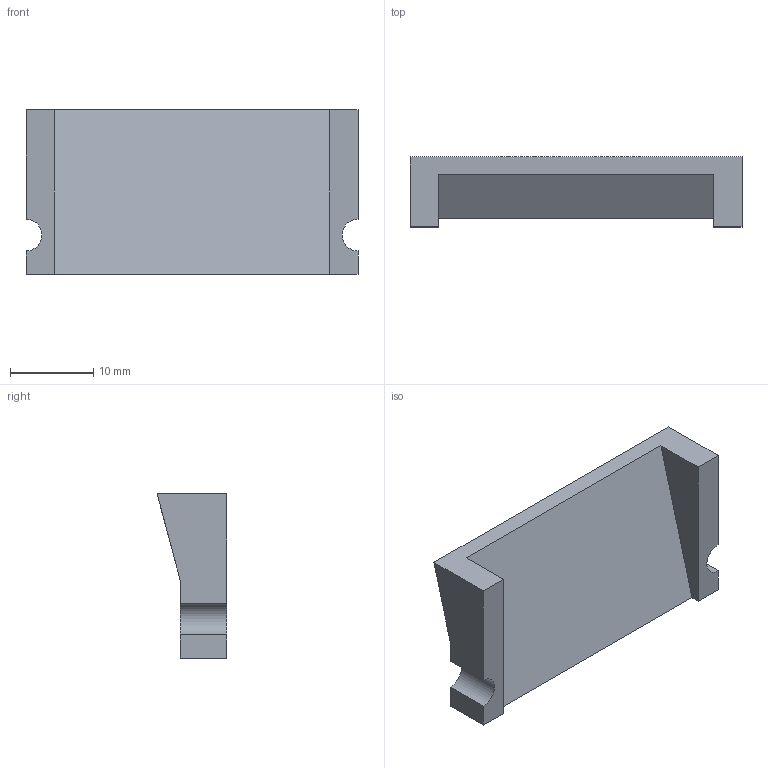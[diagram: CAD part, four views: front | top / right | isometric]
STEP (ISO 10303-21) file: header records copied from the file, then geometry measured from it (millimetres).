
FILE_DESCRIPTION(/* description */ (''),/* implementation_level */ '2;1');
FILE_NAME(/* name */ 'fnal18_holder_c.step',/* time_stamp */ '2023-03-01T22:11:56-07:00',/* author */ (''),/* organization */ (''),/* preprocessor_version */ 'ST-DEVELOPER v19.2',/* originating_system */ 'Autodesk Translation Framework v11.17.0.187',/* authorisation */ '');
FILE_SCHEMA (('AUTOMOTIVE_DESIGN { 1 0 10303 214 3 1 1 }'));
Length unit declared in the file: millimetre
Products named in the file (1): fnal18_holder_c
Bounding box: 39.8 x 8.38 x 19.7 mm (x, y, z)
Volume: 1514.7 mm3; surface area: 2378.3 mm2
Topology: 1 solids, 1 shells, 55 faces, 153 edges, 102 vertices
Faces by surface type: plane 29, bspline 24, cylinder 2
Entity records: 2011 total; most frequent: CARTESIAN_POINT 719, ORIENTED_EDGE 306, DIRECTION 173, EDGE_CURVE 153, VERTEX_POINT 102, LINE 101, VECTOR 101, EDGE_LOOP 57
